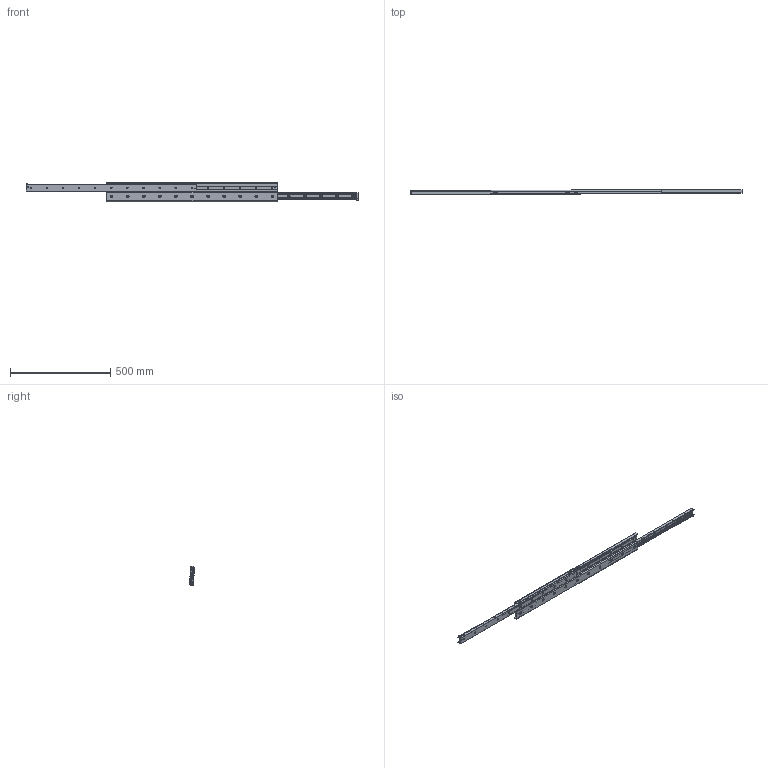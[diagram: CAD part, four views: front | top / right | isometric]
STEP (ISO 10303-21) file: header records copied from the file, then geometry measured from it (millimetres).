
FILE_DESCRIPTION((''),'2;1');
FILE_NAME('LCAS 35.D-0850.stp','2016-01-15T11:12:02',('MRathmann'),(''),'Autodesk Inventor 2012','Autodesk Inventor 2012','');
FILE_SCHEMA(('CONFIG_CONTROL_DESIGN'));
Length unit declared in the file: millimetre
Products named in the file (11): LCAS 35.D-0850.iam (Detailgenauigkeit1); ZP 35-0850.S; LCN 35-0850; LLMG 35-0850; KF.LCA 35-0440.GZ; + AP.L 35; # SP.L 35-5,5; + SP.L 35; + AG.L 28H-4,5; + AS.L 35 5x3,2; + VKB.L 35 5x10
Assembly tree (24 placements, depth 3):
  LCAS 35.D-0850.iam (Detailgenauigkeit1)
    ZP 35-0850.S
    LCN 35-0850  x2
    LLMG 35-0850  x2
    KF.LCA 35-0440.GZ  x2
    + AP.L 35  x4
    # SP.L 35-5,5  x2
      + SP.L 35
      + AG.L 28H-4,5
    + AS.L 35 5x3,2  x4
    + VKB.L 35 5x10  x4
Bounding box: 1653 x 22.5 x 97 mm (x, y, z)
Volume: 980842.1 mm3; surface area: 632469.9 mm2
Topology: 25 solids, 25 shells, 644 faces, 1626 edges, 1028 vertices
Faces by surface type: plane 334, cylinder 214, cone 96
Full cylindrical faces by diameter (mm): 0.3 x4, 3 x24, 3.242 x10, 4 x4, 4.5 x2, 4.8 x4, 4.917 x22, 5 x12, 6 x4, 6.6 x22, 7.5 x22, 8 x2
Entity records: 10050 total; most frequent: CARTESIAN_POINT 1755, DIRECTION 1724, ORIENTED_EDGE 1392, EDGE_CURVE 696, AXIS2_PLACEMENT_3D 671, EDGE_LOOP 610, VERTEX_POINT 514, VECTOR 382
